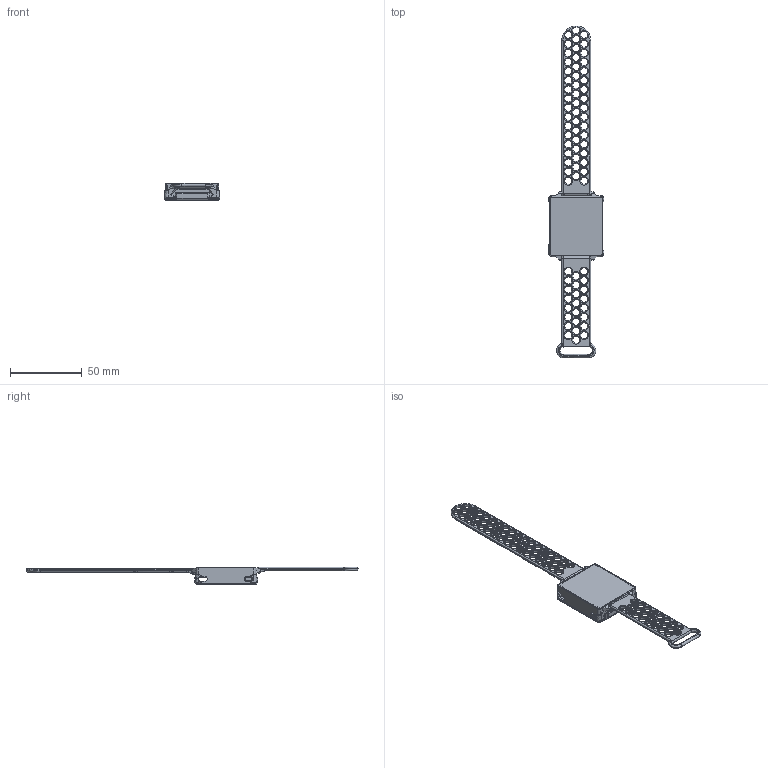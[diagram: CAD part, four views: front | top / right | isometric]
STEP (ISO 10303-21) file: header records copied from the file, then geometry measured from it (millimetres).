
FILE_DESCRIPTION(/* description */ ('STEP AP242','CAx-IF Rec.Pracs.---Representation and Presentation of Product Manufacturing Information (PMI)---4.0---2014-10-13','CAx-IF Rec.Pracs.---3D Tessellated Geometry---0.4---2014-09-14','2;1'),/* implementation_level */ '2;1');
FILE_NAME(/* name */ '67fe2ca727c1b63e7583994f',/* time_stamp */ '2025-04-15T09:53:45Z',/* author */ (''),/* organization */ (''),/* preprocessor_version */ 'ST-DEVELOPER v20',/* originating_system */ 'ONSHAPE BY PTC INC, 1.196',/* authorisation */ ' ');
FILE_SCHEMA (('AP242_MANAGED_MODEL_BASED_3D_ENGINEERING_MIM_LF { 1 0 10303 442 1 1 4 }'));
Length unit declared in the file: metre
Products named in the file (5): wrist short regular used; case front; button; bottom case
Bounding box: 38.46 x 230.84 x 12.16 mm (x, y, z)
Volume: 8187.7 mm3; surface area: 16836.8 mm2
Topology: 5 solids, 5 shells, 736 faces, 1975 edges, 1216 vertices
Faces by surface type: plane 309, cylinder 184, torus 170, bspline 45, cone 16, sphere 12
Full cylindrical faces by diameter (mm): 2 x4, 2.2 x2, 5 x72
Entity records: 23043 total; most frequent: CARTESIAN_POINT 5845, DIRECTION 3432, ORIENTED_EDGE 3312, EDGE_CURVE 1656, AXIS2_PLACEMENT_3D 1248, VERTEX_POINT 1136, EDGE_LOOP 1116, FACE_BOUND 1116
